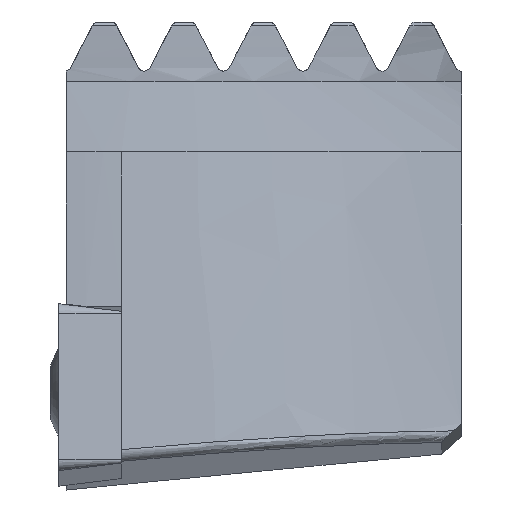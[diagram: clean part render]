
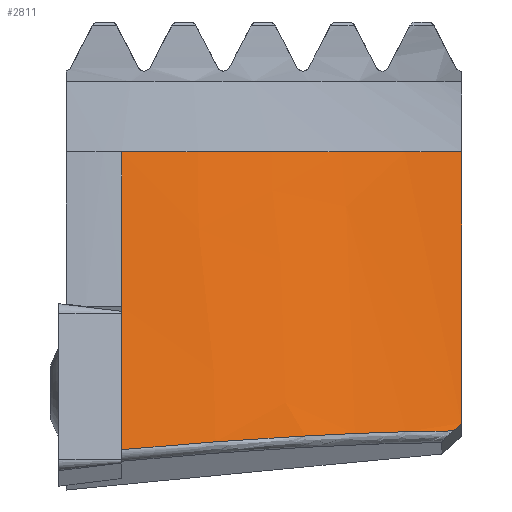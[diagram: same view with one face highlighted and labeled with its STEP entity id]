
A CAD part, left-side view. The second image highlights one B-rep face of the part: STEP entity #2811.
In plain terms, the highlighted free-form (B-spline) face has degree [1, 3] with [2, 4] control points.
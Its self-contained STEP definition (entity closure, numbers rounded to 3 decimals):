
#1569=EDGE_CURVE('NONE',#3005,#2531,#3801,.T.);
#1661=VERTEX_POINT('NONE',#3899);
#2057=VERTEX_POINT('NONE',#4327);
#2165=VERTEX_POINT('NONE',#4444);
#2203=EDGE_CURVE('NONE',#2721,#2165,#4487,.T.);
#2223=EDGE_CURVE('NONE',#2057,#3005,#4509,.T.);
#2461=EDGE_CURVE('NONE',#2721,#1661,#4769,.T.);
#2531=VERTEX_POINT('NONE',#4843);
#2721=VERTEX_POINT('NONE',#5050);
#2811=ADVANCED_FACE('NONE',(#5151),#5152,.T.);
#3005=VERTEX_POINT('NONE',#5369);
#3009=EDGE_CURVE('NONE',#2057,#2165,#5373,.T.);
#3265=EDGE_CURVE('NONE',#2531,#1661,#5648,.T.);
#3801=B_SPLINE_CURVE_WITH_KNOTS('',3,(#7275,#7276,#7277,#7278),.UNSPECIFIED.,.F.,.F.,(4,4),(0.003,0.004),.UNSPECIFIED.);
#3899=CARTESIAN_POINT('',(16.103,-30.46,25.279));
#4327=CARTESIAN_POINT('',(0.893,-4.76,2.76));
#4444=CARTESIAN_POINT('',(2.029,-4.76,13.568));
#4487=B_SPLINE_CURVE_WITH_KNOTS('',1,(#8371,#8372),.UNSPECIFIED.,.F.,.F.,(2,2),(0.0,0.517),.UNSPECIFIED.);
#4509=B_SPLINE_CURVE_WITH_KNOTS('',3,(#8400,#8401,#8402,#8403,#8404,#8405,#8406,#8407,#8408,#8409,#8410,#8411,#8412),.UNSPECIFIED.,.F.,.F.,(4,3,3,3,4),(0.0,0.2,0.653,0.834,1.0),.UNSPECIFIED.);
#4769=CIRCLE('',#8869,40.966);
#4843=CARTESIAN_POINT('',(13.037,-30.46,4.749));
#5050=CARTESIAN_POINT('',(3.26,-4.76,25.279));
#5151=FACE_OUTER_BOUND('',#9510,.T.);
#5152=(B_SPLINE_SURFACE(1,3,((#9512,#9513,#9514,#9515),(#9516,#9517,#9518,#9519)),.UNSPECIFIED.,.F.,.F.,.F.)B_SPLINE_SURFACE_WITH_KNOTS((2,2),(4,4),(0.0,0.994),(0.0,0.994),.UNSPECIFIED.)RATIONAL_B_SPLINE_SURFACE(((1.0,0.957,0.957,0.999),(1.0,0.957,0.957,0.999)))BOUNDED_SURFACE()REPRESENTATION_ITEM('')GEOMETRIC_REPRESENTATION_ITEM()SURFACE());
#5369=CARTESIAN_POINT('',(12.347,-29.82,4.178));
#5373=LINE('',#9972,#9973);
#5648=B_SPLINE_CURVE_WITH_KNOTS('',3,(#10431,#10432,#10433,#10434,#10435,#10436,#10437,#10438,#10439,#10440,#10441,#10442,#10443,#10444,#10445,#10446),.UNSPECIFIED.,.F.,.F.,(4,3,3,3,3,4),(0.002,0.005,0.01,0.015,0.017,0.023),.UNSPECIFIED.);
#7275=CARTESIAN_POINT('',(12.347,-29.82,4.178));
#7276=CARTESIAN_POINT('',(12.574,-30.035,4.37));
#7277=CARTESIAN_POINT('',(12.804,-30.248,4.56));
#7278=CARTESIAN_POINT('',(13.037,-30.46,4.749));
#8371=CARTESIAN_POINT('',(3.26,-4.76,25.279));
#8372=CARTESIAN_POINT('',(2.029,-4.76,13.568));
#8400=CARTESIAN_POINT('',(0.893,-4.76,2.76));
#8401=CARTESIAN_POINT('',(1.096,-6.612,2.931));
#8402=CARTESIAN_POINT('',(1.417,-8.454,3.089));
#8403=CARTESIAN_POINT('',(1.855,-10.268,3.232));
#8404=CARTESIAN_POINT('',(2.846,-14.379,3.556));
#8405=CARTESIAN_POINT('',(4.438,-18.35,3.804));
#8406=CARTESIAN_POINT('',(6.568,-22.015,3.964));
#8407=CARTESIAN_POINT('',(7.417,-23.476,4.028));
#8408=CARTESIAN_POINT('',(8.351,-24.889,4.078));
#8409=CARTESIAN_POINT('',(9.364,-26.244,4.114));
#8410=CARTESIAN_POINT('',(10.294,-27.487,4.147));
#8411=CARTESIAN_POINT('',(11.291,-28.682,4.169));
#8412=CARTESIAN_POINT('',(12.347,-29.82,4.178));
#8869=AXIS2_PLACEMENT_3D('',#12137,#12138,#12139);
#9510=EDGE_LOOP('',(#12621,#12622,#12623,#12624,#12625,#12626));
#9512=CARTESIAN_POINT('',(3.26,-4.76,25.279));
#9513=CARTESIAN_POINT('',(4.309,-14.704,25.279));
#9514=CARTESIAN_POINT('',(8.779,-23.649,25.279));
#9515=CARTESIAN_POINT('',(16.103,-30.46,25.279));
#9516=CARTESIAN_POINT('',(0.893,-4.76,2.76));
#9517=CARTESIAN_POINT('',(1.943,-15.281,2.76));
#9518=CARTESIAN_POINT('',(6.615,-24.768,2.76));
#9519=CARTESIAN_POINT('',(14.318,-32.015,2.76));
#9972=CARTESIAN_POINT('',(4.313,-4.76,35.3));
#9973=VECTOR('',#12905,1000.0);
#10431=CARTESIAN_POINT('',(13.037,-30.46,4.749));
#10432=CARTESIAN_POINT('',(13.17,-30.46,5.663));
#10433=CARTESIAN_POINT('',(13.304,-30.46,6.577));
#10434=CARTESIAN_POINT('',(13.437,-30.46,7.491));
#10435=CARTESIAN_POINT('',(13.675,-30.46,9.113));
#10436=CARTESIAN_POINT('',(13.914,-30.46,10.735));
#10437=CARTESIAN_POINT('',(14.155,-30.46,12.357));
#10438=CARTESIAN_POINT('',(14.395,-30.46,13.978));
#10439=CARTESIAN_POINT('',(14.637,-30.46,15.6));
#10440=CARTESIAN_POINT('',(14.88,-30.46,17.221));
#10441=CARTESIAN_POINT('',(15.002,-30.46,18.031));
#10442=CARTESIAN_POINT('',(15.124,-30.46,18.842));
#10443=CARTESIAN_POINT('',(15.246,-30.46,19.652));
#10444=CARTESIAN_POINT('',(15.53,-30.46,21.528));
#10445=CARTESIAN_POINT('',(15.815,-30.46,23.404));
#10446=CARTESIAN_POINT('',(16.103,-30.46,25.279));
#12137=CARTESIAN_POINT('',(44.0,-0.46,25.279));
#12138=DIRECTION('',(0.0,0.0,1.0));
#12139=DIRECTION('',(0.0,-1.0,0.0));
#12621=ORIENTED_EDGE('',*,*,#2461,.F.);
#12622=ORIENTED_EDGE('',*,*,#2203,.T.);
#12623=ORIENTED_EDGE('',*,*,#3009,.F.);
#12624=ORIENTED_EDGE('',*,*,#2223,.T.);
#12625=ORIENTED_EDGE('',*,*,#1569,.T.);
#12626=ORIENTED_EDGE('',*,*,#3265,.T.);
#12905=DIRECTION('',(0.105,0.0,0.995));
